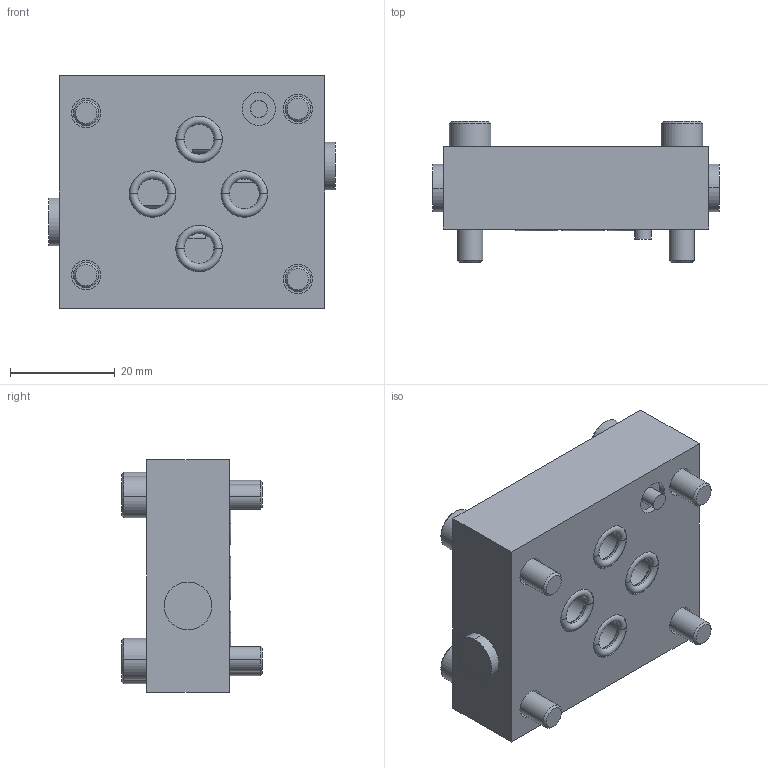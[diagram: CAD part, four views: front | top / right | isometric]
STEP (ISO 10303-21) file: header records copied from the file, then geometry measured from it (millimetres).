
FILE_DESCRIPTION((''),'2;1');
FILE_NAME('ILC93198900','2005-05-17T',('KR'),(''),'PRO/ENGINEER BY PARAMETRIC TECHNOLOGY CORPORATION, 2004290','PRO/ENGINEER BY PARAMETRIC TECHNOLOGY CORPORATION, 2004290','');
FILE_SCHEMA(('AUTOMOTIVE_DESIGN_CC2 { 1 2 10303 214 -1 1 5 2 }'));
Length unit declared in the file: inch
Products named in the file (1): ILC93198900
Bounding box: 54.76 x 26.92 x 44.45 mm (x, y, z)
Volume: 34200.9 mm3; surface area: 12915.3 mm2
Topology: 5 solids, 5 shells, 121 faces, 256 edges, 160 vertices
Faces by surface type: cylinder 54, plane 35, cone 16, torus 16
Entity records: 4148 total; most frequent: CARTESIAN_POINT 851, DIRECTION 624, ORIENTED_EDGE 512, AXIS2_PLACEMENT_3D 267, EDGE_CURVE 256, VERTEX_POINT 160, EDGE_LOOP 148, CIRCLE 146
